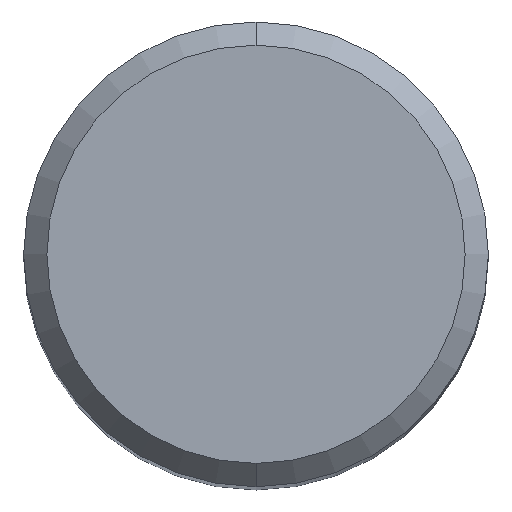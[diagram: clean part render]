
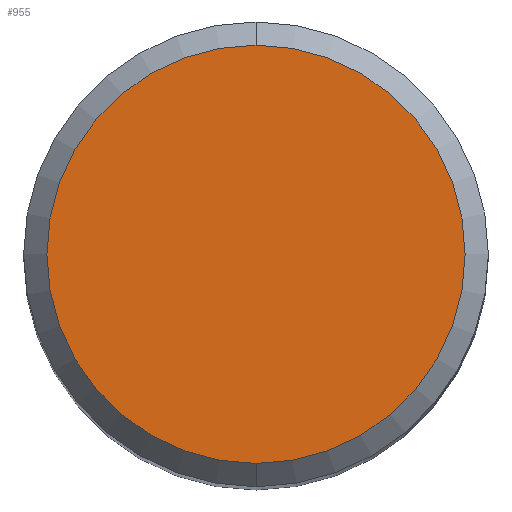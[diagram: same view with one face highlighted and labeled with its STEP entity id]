
A CAD part, top view. The second image highlights one B-rep face of the part: STEP entity #955.
In plain terms, the highlighted planar face has unit normal (0, 0, 1).
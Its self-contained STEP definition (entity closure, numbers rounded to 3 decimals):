
#415=EDGE_CURVE('',#855,#809,#1057,.T.);
#683=EDGE_CURVE('',#809,#855,#1350,.T.);
#809=VERTEX_POINT('',#1484);
#855=VERTEX_POINT('',#1538);
#955=ADVANCED_FACE('',(#1647),#1648,.T.);
#1057=CIRCLE('',#3354,5.4);
#1350=CIRCLE('',#6015,5.4);
#1484=CARTESIAN_POINT('',(0.,-5.4,0.0));
#1538=CARTESIAN_POINT('',(0.0,5.4,0.0));
#1647=FACE_OUTER_BOUND('',#9516,.T.);
#1648=PLANE('',#9517);
#3354=AXIS2_PLACEMENT_3D('',#9598,#9599,#9600);
#6015=AXIS2_PLACEMENT_3D('',#9906,#9907,#9908);
#9516=EDGE_LOOP('',(#10214,#10215));
#9517=AXIS2_PLACEMENT_3D('',#10216,#10217,#10218);
#9598=CARTESIAN_POINT('',(0.0,0.0,0.0));
#9599=DIRECTION('',(0.0,0.0,-1.0));
#9600=DIRECTION('',(0.0,1.0,0.0));
#9906=CARTESIAN_POINT('',(0.0,0.0,0.0));
#9907=DIRECTION('',(0.0,0.0,-1.0));
#9908=DIRECTION('',(0.0,1.0,0.0));
#10214=ORIENTED_EDGE('',*,*,#415,.F.);
#10215=ORIENTED_EDGE('',*,*,#683,.F.);
#10216=CARTESIAN_POINT('',(0.0,2.7,0.0));
#10217=DIRECTION('',(-0.0,0.0,1.0));
#10218=DIRECTION('',(0.0,-1.0,0.0));
